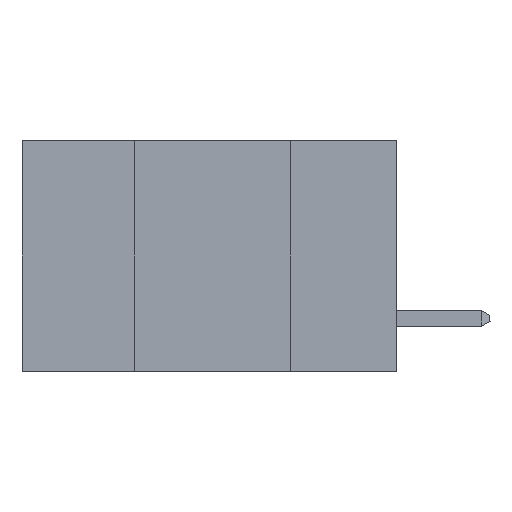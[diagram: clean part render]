
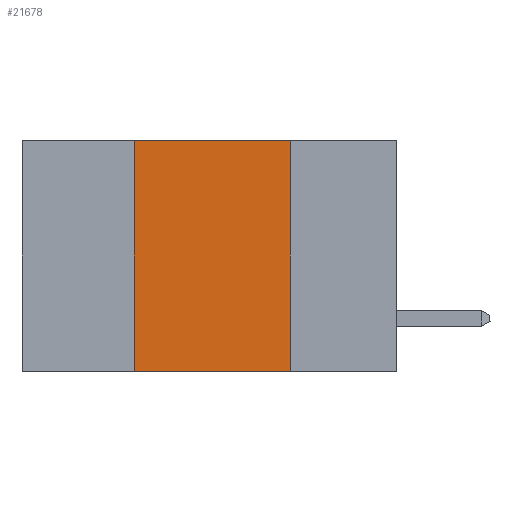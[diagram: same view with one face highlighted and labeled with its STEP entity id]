
A CAD part, left-side view. The second image highlights one B-rep face of the part: STEP entity #21678.
In plain terms, the highlighted planar face has unit normal (-1, 0, 0).
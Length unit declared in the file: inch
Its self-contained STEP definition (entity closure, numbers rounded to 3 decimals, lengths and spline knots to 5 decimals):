
#361 = VERTEX_POINT ( 'NONE', #12106 ) ;
#408 = AXIS2_PLACEMENT_3D ( 'NONE', #21927, #13495, #678 ) ;
#627 = DIRECTION ( 'NONE',  ( 0., -1., 0. ) ) ;
#678 = DIRECTION ( 'NONE',  ( 0., 0., -1. ) ) ;
#1484 = LINE ( 'NONE', #21986, #12247 ) ;
#3476 = VECTOR ( 'NONE', #9255, 39.37008 ) ;
#4861 = LINE ( 'NONE', #22445, #15896 ) ;
#5798 = ORIENTED_EDGE ( 'NONE', *, *, #22788, .F. ) ;
#6875 = EDGE_CURVE ( 'NONE', #14632, #18418, #4861, .T. ) ;
#7787 = VERTEX_POINT ( 'NONE', #17283 ) ;
#7880 = ORIENTED_EDGE ( 'NONE', *, *, #23688, .T. ) ;
#8218 = ORIENTED_EDGE ( 'NONE', *, *, #6875, .F. ) ;
#9255 = DIRECTION ( 'NONE',  ( 0., -1., 0. ) ) ;
#10219 = EDGE_LOOP ( 'NONE', ( #8218, #27214, #5798, #7880 ) ) ;
#10619 = DIRECTION ( 'NONE',  ( 0., 0., 1. ) ) ;
#11326 = CARTESIAN_POINT ( 'NONE',  ( 0., 0.6, -0.37 ) ) ;
#11381 = PLANE ( 'NONE',  #408 ) ;
#12106 = CARTESIAN_POINT ( 'NONE',  ( 0., 0.42, -0.37 ) ) ;
#12247 = VECTOR ( 'NONE', #627, 39.37008 ) ;
#12649 = EDGE_CURVE ( 'NONE', #7787, #14632, #1484, .T. ) ;
#12932 = CARTESIAN_POINT ( 'NONE',  ( 0., 0.42, 0. ) ) ;
#12999 = FACE_OUTER_BOUND ( 'NONE', #10219, .T. ) ;
#13495 = DIRECTION ( 'NONE',  ( 1., 0., 0. ) ) ;
#14632 = VERTEX_POINT ( 'NONE', #19173 ) ;
#15568 = LINE ( 'NONE', #11326, #3476 ) ;
#15625 = VECTOR ( 'NONE', #10619, 39.37008 ) ;
#15896 = VECTOR ( 'NONE', #18299, 39.37008 ) ;
#17076 = CARTESIAN_POINT ( 'NONE',  ( 0., 0.17, -0.37 ) ) ;
#17283 = CARTESIAN_POINT ( 'NONE',  ( 0., 0.42, 0. ) ) ;
#18287 = LINE ( 'NONE', #12932, #15625 ) ;
#18299 = DIRECTION ( 'NONE',  ( 0., 0., -1. ) ) ;
#18418 = VERTEX_POINT ( 'NONE', #17076 ) ;
#19173 = CARTESIAN_POINT ( 'NONE',  ( 0., 0.17, 0. ) ) ;
#21678 = ADVANCED_FACE ( 'NONE', ( #12999 ), #11381, .F. ) ;
#21927 = CARTESIAN_POINT ( 'NONE',  ( 0., 0.6, 0. ) ) ;
#21986 = CARTESIAN_POINT ( 'NONE',  ( 0., 0.6, 0. ) ) ;
#22445 = CARTESIAN_POINT ( 'NONE',  ( 0., 0.17, 0. ) ) ;
#22788 = EDGE_CURVE ( 'NONE', #361, #7787, #18287, .T. ) ;
#23688 = EDGE_CURVE ( 'NONE', #361, #18418, #15568, .T. ) ;
#27214 = ORIENTED_EDGE ( 'NONE', *, *, #12649, .F. ) ;
